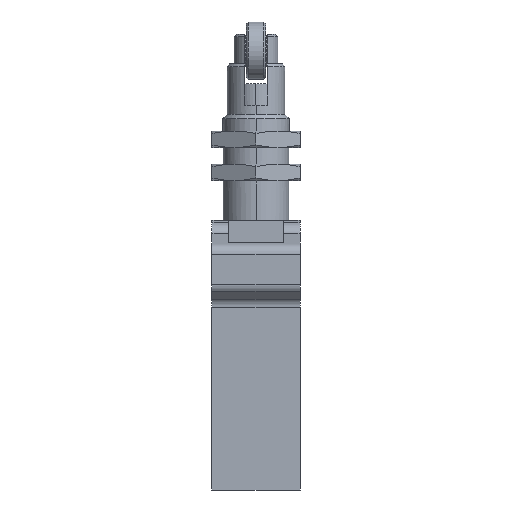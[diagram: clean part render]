
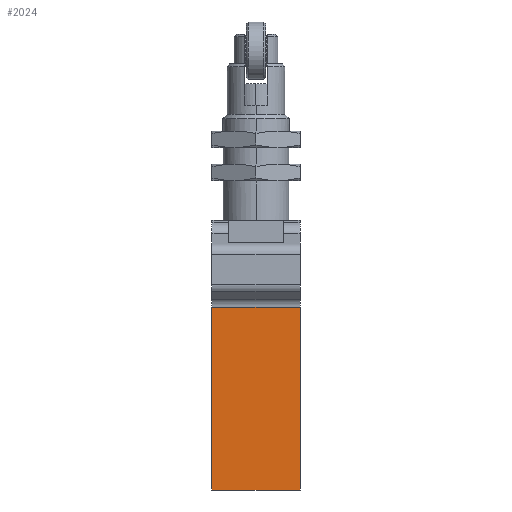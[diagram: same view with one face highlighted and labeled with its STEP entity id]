
A CAD part, left-side view. The second image highlights one B-rep face of the part: STEP entity #2024.
In plain terms, the highlighted planar face has unit normal (-1, 0, 0).
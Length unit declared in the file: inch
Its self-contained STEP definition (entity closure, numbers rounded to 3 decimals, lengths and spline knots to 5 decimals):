
#381 = DIRECTION ( 'NONE',  ( 0., 0., -1. ) ) ;
#418 = VERTEX_POINT ( 'NONE', #4935 ) ;
#573 = CARTESIAN_POINT ( 'NONE',  ( -0.59055, 0., -1.5748 ) ) ;
#867 = DIRECTION ( 'NONE',  ( 0., 1., 0. ) ) ;
#910 = EDGE_LOOP ( 'NONE', ( #3105, #4936, #6269, #5328 ) ) ;
#2024 = ADVANCED_FACE ( 'NONE', ( #6667 ), #5975, .T. ) ;
#2053 = LINE ( 'NONE', #4909, #2380 ) ;
#2109 = LINE ( 'NONE', #2387, #2221 ) ;
#2221 = VECTOR ( 'NONE', #381, 39.37008 ) ;
#2248 = CARTESIAN_POINT ( 'NONE',  ( -0.59055, 0., -0.26687 ) ) ;
#2380 = VECTOR ( 'NONE', #4421, 39.37008 ) ;
#2387 = CARTESIAN_POINT ( 'NONE',  ( -0.59055, 0., -1.5748 ) ) ;
#2447 = LINE ( 'NONE', #4122, #4016 ) ;
#2921 = EDGE_CURVE ( 'NONE', #418, #3162, #2447, .T. ) ;
#3091 = CARTESIAN_POINT ( 'NONE',  ( -0.59055, -0.62992, -0.26687 ) ) ;
#3105 = ORIENTED_EDGE ( 'NONE', *, *, #3709, .T. ) ;
#3162 = VERTEX_POINT ( 'NONE', #3091 ) ;
#3290 = EDGE_CURVE ( 'NONE', #7470, #7848, #2109, .T. ) ;
#3709 = EDGE_CURVE ( 'NONE', #7848, #418, #2053, .T. ) ;
#4016 = VECTOR ( 'NONE', #4822, 39.37008 ) ;
#4122 = CARTESIAN_POINT ( 'NONE',  ( -0.59055, -0.62992, -0.61024 ) ) ;
#4403 = VECTOR ( 'NONE', #867, 39.37008 ) ;
#4421 = DIRECTION ( 'NONE',  ( 0., -1., 0. ) ) ;
#4548 = DIRECTION ( 'NONE',  ( 0., 0., 1. ) ) ;
#4822 = DIRECTION ( 'NONE',  ( 0., 0., 1. ) ) ;
#4885 = CARTESIAN_POINT ( 'NONE',  ( -0.59055, 0., -0.26687 ) ) ;
#4909 = CARTESIAN_POINT ( 'NONE',  ( -0.59055, 0., -1.5748 ) ) ;
#4935 = CARTESIAN_POINT ( 'NONE',  ( -0.59055, -0.62992, -1.5748 ) ) ;
#4936 = ORIENTED_EDGE ( 'NONE', *, *, #2921, .T. ) ;
#5328 = ORIENTED_EDGE ( 'NONE', *, *, #3290, .T. ) ;
#5475 = AXIS2_PLACEMENT_3D ( 'NONE', #573, #7926, #4548 ) ;
#5975 = PLANE ( 'NONE',  #5475 ) ;
#6118 = CARTESIAN_POINT ( 'NONE',  ( -0.59055, 0., -1.5748 ) ) ;
#6269 = ORIENTED_EDGE ( 'NONE', *, *, #7410, .T. ) ;
#6667 = FACE_OUTER_BOUND ( 'NONE', #910, .T. ) ;
#7410 = EDGE_CURVE ( 'NONE', #3162, #7470, #7967, .T. ) ;
#7470 = VERTEX_POINT ( 'NONE', #2248 ) ;
#7848 = VERTEX_POINT ( 'NONE', #6118 ) ;
#7926 = DIRECTION ( 'NONE',  ( -1., 0., 0. ) ) ;
#7967 = LINE ( 'NONE', #4885, #4403 ) ;
